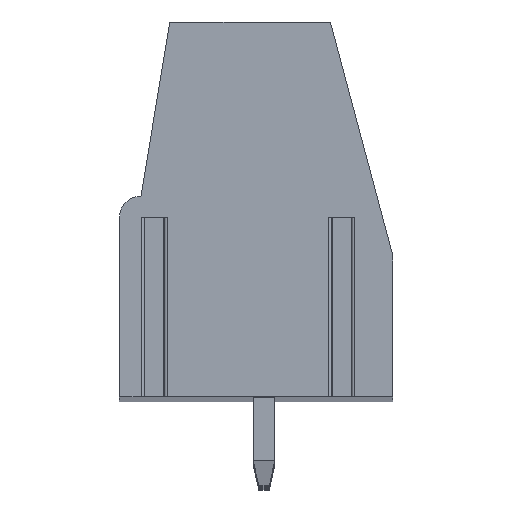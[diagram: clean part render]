
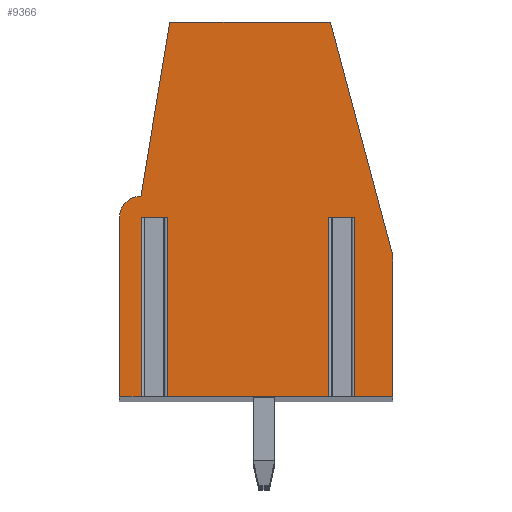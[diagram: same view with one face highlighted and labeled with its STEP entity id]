
A CAD part, top view. The second image highlights one B-rep face of the part: STEP entity #9366.
In plain terms, the highlighted planar face has unit normal (0, 0, 1).
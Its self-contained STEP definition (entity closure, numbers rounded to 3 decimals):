
#35=DIRECTION('',(1.,0.,0.));
#36=VECTOR('',#35,0.958);
#37=CARTESIAN_POINT('',(-3.979,1.095,101.25));
#38=LINE('',#37,#36);
#39=DIRECTION('',(0.,1.,0.));
#40=VECTOR('',#39,6.7);
#41=CARTESIAN_POINT('',(-3.979,-5.605,101.25));
#42=LINE('',#41,#40);
#43=DIRECTION('',(-1.,0.,0.));
#44=VECTOR('',#43,0.821);
#45=CARTESIAN_POINT('',(-3.979,-5.605,101.25));
#46=LINE('',#45,#44);
#47=DIRECTION('',(0.,1.,0.));
#48=VECTOR('',#47,6.7);
#49=CARTESIAN_POINT('',(-4.8,-5.605,101.25));
#50=LINE('',#49,#48);
#51=CARTESIAN_POINT('',(-4.,1.095,101.25));
#52=DIRECTION('',(0.,0.,-1.));
#53=DIRECTION('',(-1.,0.,0.));
#54=AXIS2_PLACEMENT_3D('',#51,#52,#53);
#56=DIRECTION('',(0.164,0.986,0.));
#57=VECTOR('',#56,6.589);
#58=CARTESIAN_POINT('',(-3.999,1.895,101.25));
#59=LINE('',#58,#57);
#60=DIRECTION('',(1.,0.,0.));
#61=VECTOR('',#60,6.);
#62=CARTESIAN_POINT('',(-2.92,8.395,101.25));
#63=LINE('',#62,#61);
#64=DIRECTION('',(0.258,-0.966,0.));
#65=VECTOR('',#64,9.004);
#66=CARTESIAN_POINT('',(3.08,8.395,101.25));
#67=LINE('',#66,#65);
#68=DIRECTION('',(0.,-1.,0.));
#69=VECTOR('',#68,5.3);
#70=CARTESIAN_POINT('',(5.4,-0.305,101.25));
#71=LINE('',#70,#69);
#72=DIRECTION('',(-1.,0.,0.));
#73=VECTOR('',#72,1.421);
#74=CARTESIAN_POINT('',(5.4,-5.605,101.25));
#75=LINE('',#74,#73);
#76=DIRECTION('',(0.,1.,0.));
#77=VECTOR('',#76,6.7);
#78=CARTESIAN_POINT('',(3.979,-5.605,101.25));
#79=LINE('',#78,#77);
#80=DIRECTION('',(1.,0.,0.));
#81=VECTOR('',#80,0.958);
#82=CARTESIAN_POINT('',(3.021,1.095,101.25));
#83=LINE('',#82,#81);
#84=DIRECTION('',(0.,1.,0.));
#85=VECTOR('',#84,6.7);
#86=CARTESIAN_POINT('',(3.021,-5.605,101.25));
#87=LINE('',#86,#85);
#88=DIRECTION('',(-1.,0.,0.));
#89=VECTOR('',#88,6.042);
#90=CARTESIAN_POINT('',(3.021,-5.605,101.25));
#91=LINE('',#90,#89);
#92=DIRECTION('',(0.,1.,0.));
#93=VECTOR('',#92,6.7);
#94=CARTESIAN_POINT('',(-3.021,-5.605,101.25));
#95=LINE('',#94,#93);
#7285=CARTESIAN_POINT('',(-3.999,1.895,101.25));
#7286=CARTESIAN_POINT('',(-2.92,8.395,101.25));
#7287=VERTEX_POINT('',#7285);
#7288=VERTEX_POINT('',#7286);
#7289=CARTESIAN_POINT('',(-4.8,1.095,101.25));
#7290=VERTEX_POINT('',#7289);
#7291=CARTESIAN_POINT('',(-4.8,-5.605,101.25));
#7292=VERTEX_POINT('',#7291);
#7293=CARTESIAN_POINT('',(5.4,-0.305,101.25));
#7294=CARTESIAN_POINT('',(5.4,-5.605,101.25));
#7295=VERTEX_POINT('',#7293);
#7296=VERTEX_POINT('',#7294);
#7297=CARTESIAN_POINT('',(3.08,8.395,101.25));
#7298=VERTEX_POINT('',#7297);
#7385=CARTESIAN_POINT('',(-3.979,1.095,101.25));
#7386=CARTESIAN_POINT('',(-3.021,1.095,101.25));
#7387=VERTEX_POINT('',#7385);
#7388=VERTEX_POINT('',#7386);
#7389=CARTESIAN_POINT('',(3.021,1.095,101.25));
#7390=CARTESIAN_POINT('',(3.979,1.095,101.25));
#7391=VERTEX_POINT('',#7389);
#7392=VERTEX_POINT('',#7390);
#7393=CARTESIAN_POINT('',(3.021,-5.605,101.25));
#7394=VERTEX_POINT('',#7393);
#7395=CARTESIAN_POINT('',(3.979,-5.605,101.25));
#7396=VERTEX_POINT('',#7395);
#7397=CARTESIAN_POINT('',(-3.979,-5.605,101.25));
#7398=VERTEX_POINT('',#7397);
#7399=CARTESIAN_POINT('',(-3.021,-5.605,101.25));
#7400=VERTEX_POINT('',#7399);
#9329=CARTESIAN_POINT('',(0.,0.,101.25));
#9330=DIRECTION('',(0.,0.,1.));
#9331=DIRECTION('',(1.,0.,0.));
#9332=AXIS2_PLACEMENT_3D('',#9329,#9330,#9331);
#9333=PLANE('',#9332);
#9335=ORIENTED_EDGE('',*,*,#9334,.F.);
#9337=ORIENTED_EDGE('',*,*,#9336,.F.);
#9339=ORIENTED_EDGE('',*,*,#9338,.T.);
#9341=ORIENTED_EDGE('',*,*,#9340,.T.);
#9343=ORIENTED_EDGE('',*,*,#9342,.T.);
#9345=ORIENTED_EDGE('',*,*,#9344,.T.);
#9347=ORIENTED_EDGE('',*,*,#9346,.T.);
#9349=ORIENTED_EDGE('',*,*,#9348,.T.);
#9351=ORIENTED_EDGE('',*,*,#9350,.T.);
#9353=ORIENTED_EDGE('',*,*,#9352,.T.);
#9355=ORIENTED_EDGE('',*,*,#9354,.T.);
#9357=ORIENTED_EDGE('',*,*,#9356,.F.);
#9359=ORIENTED_EDGE('',*,*,#9358,.F.);
#9361=ORIENTED_EDGE('',*,*,#9360,.T.);
#9363=ORIENTED_EDGE('',*,*,#9362,.T.);
#9364=EDGE_LOOP('',(#9335,#9337,#9339,#9341,#9343,#9345,#9347,#9349,#9351,#9353,
#9355,#9357,#9359,#9361,#9363));
#9365=FACE_OUTER_BOUND('',#9364,.F.);
#55=CIRCLE('',#54,0.8);
#9334=EDGE_CURVE('',#7387,#7388,#38,.T.);
#9336=EDGE_CURVE('',#7398,#7387,#42,.T.);
#9338=EDGE_CURVE('',#7398,#7292,#46,.T.);
#9340=EDGE_CURVE('',#7292,#7290,#50,.T.);
#9342=EDGE_CURVE('',#7290,#7287,#55,.T.);
#9344=EDGE_CURVE('',#7287,#7288,#59,.T.);
#9346=EDGE_CURVE('',#7288,#7298,#63,.T.);
#9348=EDGE_CURVE('',#7298,#7295,#67,.T.);
#9350=EDGE_CURVE('',#7295,#7296,#71,.T.);
#9352=EDGE_CURVE('',#7296,#7396,#75,.T.);
#9354=EDGE_CURVE('',#7396,#7392,#79,.T.);
#9356=EDGE_CURVE('',#7391,#7392,#83,.T.);
#9358=EDGE_CURVE('',#7394,#7391,#87,.T.);
#9360=EDGE_CURVE('',#7394,#7400,#91,.T.);
#9362=EDGE_CURVE('',#7400,#7388,#95,.T.);
#9366=ADVANCED_FACE('',(#9365),#9333,.T.);
